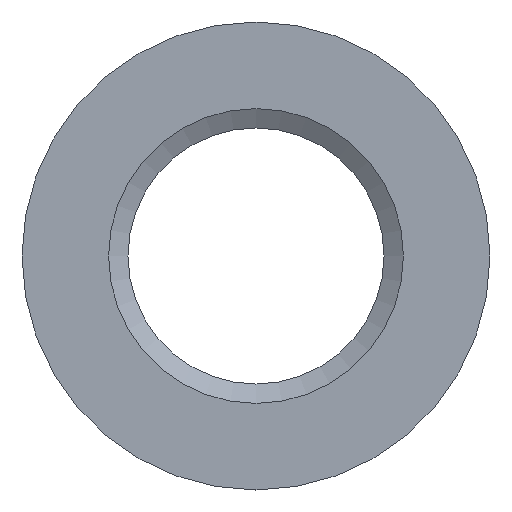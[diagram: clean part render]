
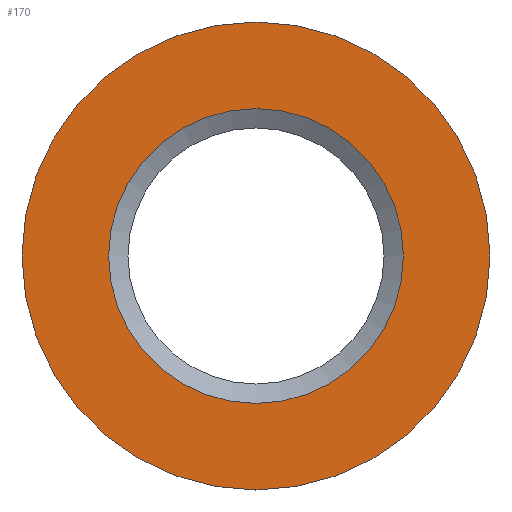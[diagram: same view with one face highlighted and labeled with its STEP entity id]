
A CAD part, front view. The second image highlights one B-rep face of the part: STEP entity #170.
In plain terms, the highlighted planar face has unit normal (0, -1, 0).
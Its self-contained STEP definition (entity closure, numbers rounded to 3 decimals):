
#13=PLANE('',#206);
#70=ORIENTED_EDGE('',*,*,#99,.T.);
#71=ORIENTED_EDGE('',*,*,#97,.T.);
#97=EDGE_CURVE('',#114,#114,#126,.T.);
#99=EDGE_CURVE('',#115,#115,#127,.T.);
#114=VERTEX_POINT('',#301);
#115=VERTEX_POINT('',#305);
#126=CIRCLE('',#202,7.6);
#127=CIRCLE('',#204,12.064);
#139=EDGE_LOOP('',(#70));
#140=EDGE_LOOP('',(#71));
#153=FACE_BOUND('',#139,.T.);
#154=FACE_BOUND('',#140,.T.);
#170=ADVANCED_FACE('',(#153,#154),#13,.T.);
#202=AXIS2_PLACEMENT_3D('',#300,#248,#249);
#204=AXIS2_PLACEMENT_3D('',#304,#253,#254);
#206=AXIS2_PLACEMENT_3D('',#309,#258,#259);
#248=DIRECTION('',(0.,1.,0.));
#249=DIRECTION('',(-1.,0.,0.));
#253=DIRECTION('',(0.,-1.,0.));
#254=DIRECTION('',(-1.,0.,0.));
#258=DIRECTION('',(0.,-1.,0.));
#259=DIRECTION('',(1.,0.,0.));
#300=CARTESIAN_POINT('',(41.,148.5,-160.592));
#301=CARTESIAN_POINT('',(33.4,148.5,-160.592));
#304=CARTESIAN_POINT('',(41.,148.5,-160.592));
#305=CARTESIAN_POINT('',(28.936,148.5,-160.592));
#309=CARTESIAN_POINT('',(28.935,148.5,-172.657));
